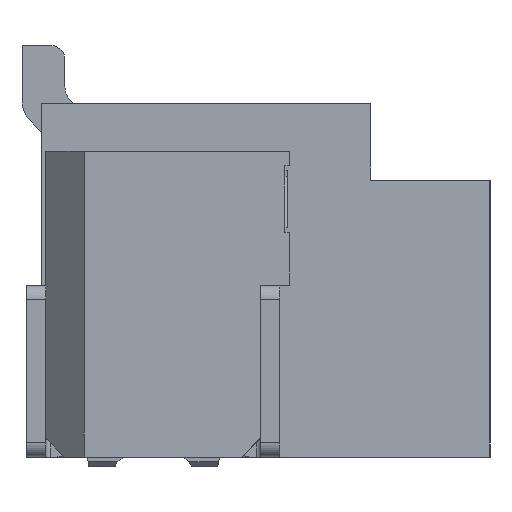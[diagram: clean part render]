
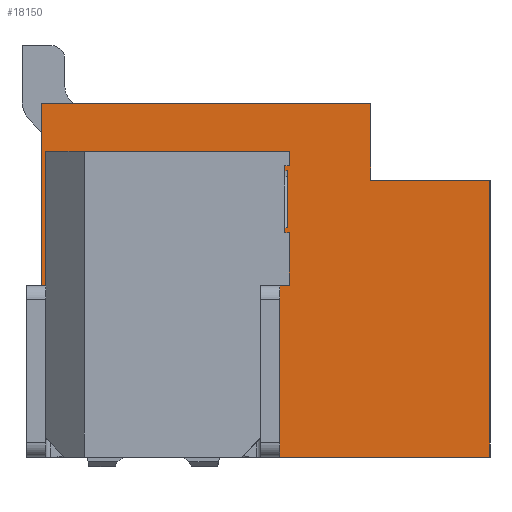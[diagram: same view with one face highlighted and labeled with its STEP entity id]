
A CAD part, left-side view. The second image highlights one B-rep face of the part: STEP entity #18150.
In plain terms, the highlighted planar face has unit normal (-1, 0, 0).
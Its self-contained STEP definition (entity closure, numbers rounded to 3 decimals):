
#5=DIRECTION('',(0.,1.,0.));
#6=VECTOR('',#5,3.45);
#7=CARTESIAN_POINT('',(-5.35,-1.45,3.7));
#8=LINE('',#7,#6);
#170=DIRECTION('',(0.,0.,1.));
#171=VECTOR('',#170,0.8);
#172=CARTESIAN_POINT('',(-5.35,-1.45,2.9));
#173=LINE('',#172,#171);
#206=DIRECTION('',(0.,0.,1.));
#207=VECTOR('',#206,2.9);
#208=CARTESIAN_POINT('',(-5.35,-2.7,0.));
#209=LINE('',#208,#207);
#362=DIRECTION('',(0.,-1.,0.));
#363=VECTOR('',#362,0.05);
#364=CARTESIAN_POINT('',(-5.35,2.,0.));
#365=LINE('',#364,#363);
#366=DIRECTION('',(0.,-1.,0.));
#367=VECTOR('',#366,2.4);
#368=CARTESIAN_POINT('',(-5.35,-0.3,0.));
#369=LINE('',#368,#367);
#6474=DIRECTION('',(0.,0.,-1.));
#6475=VECTOR('',#6474,3.7);
#6476=CARTESIAN_POINT('',(-5.35,2.,3.7));
#6477=LINE('',#6476,#6475);
#6482=DIRECTION('',(0.,-1.,0.));
#6483=VECTOR('',#6482,1.25);
#6484=CARTESIAN_POINT('',(-5.35,-1.45,2.9));
#6485=LINE('',#6484,#6483);
#6486=DIRECTION('',(0.,1.,0.));
#6487=VECTOR('',#6486,0.05);
#6488=CARTESIAN_POINT('',(-5.35,-0.6,2.35));
#6489=LINE('',#6488,#6487);
#6490=DIRECTION('',(0.,1.,0.));
#6491=VECTOR('',#6490,2.55);
#6492=CARTESIAN_POINT('',(-5.35,-0.6,3.2));
#6493=LINE('',#6492,#6491);
#6506=DIRECTION('',(0.,0.,1.));
#6507=VECTOR('',#6506,3.2);
#6508=CARTESIAN_POINT('',(-5.35,1.95,0.));
#6509=LINE('',#6508,#6507);
#6905=DIRECTION('',(0.,0.,-1.));
#6906=VECTOR('',#6905,0.15);
#6907=CARTESIAN_POINT('',(-5.35,-0.6,3.2));
#6908=LINE('',#6907,#6906);
#6909=DIRECTION('',(0.,1.,0.));
#6910=VECTOR('',#6909,0.05);
#6911=CARTESIAN_POINT('',(-5.35,-0.6,3.05));
#6912=LINE('',#6911,#6910);
#6917=DIRECTION('',(0.,0.,-1.));
#6918=VECTOR('',#6917,0.7);
#6919=CARTESIAN_POINT('',(-5.35,-0.55,3.05));
#6920=LINE('',#6919,#6918);
#6953=DIRECTION('',(0.,0.,-1.));
#6954=VECTOR('',#6953,0.55);
#6955=CARTESIAN_POINT('',(-5.35,-0.6,2.35));
#6956=LINE('',#6955,#6954);
#6978=DIRECTION('',(0.,1.,0.));
#6979=VECTOR('',#6978,0.3);
#6980=CARTESIAN_POINT('',(-5.35,-0.6,1.8));
#6981=LINE('',#6980,#6979);
#7010=DIRECTION('',(0.,0.,-1.));
#7011=VECTOR('',#7010,1.8);
#7012=CARTESIAN_POINT('',(-5.35,-0.3,1.8));
#7013=LINE('',#7012,#7011);
#7821=CARTESIAN_POINT('',(-5.35,-1.45,3.7));
#7823=VERTEX_POINT('',#7821);
#7824=CARTESIAN_POINT('',(-5.35,2.,3.7));
#7825=VERTEX_POINT('',#7824);
#7906=CARTESIAN_POINT('',(-5.35,-1.45,2.9));
#7907=VERTEX_POINT('',#7906);
#7920=CARTESIAN_POINT('',(-5.35,-2.7,2.9));
#7922=VERTEX_POINT('',#7920);
#7936=CARTESIAN_POINT('',(-5.35,-2.7,0.));
#7937=VERTEX_POINT('',#7936);
#8302=CARTESIAN_POINT('',(-5.35,2.,0.));
#8303=VERTEX_POINT('',#8302);
#8304=CARTESIAN_POINT('',(-5.35,1.95,0.));
#8305=VERTEX_POINT('',#8304);
#8306=CARTESIAN_POINT('',(-5.35,-0.3,0.));
#8307=VERTEX_POINT('',#8306);
#9773=CARTESIAN_POINT('',(-5.35,1.95,3.2));
#9774=VERTEX_POINT('',#9773);
#9775=CARTESIAN_POINT('',(-5.35,-0.3,1.8));
#9776=VERTEX_POINT('',#9775);
#9777=CARTESIAN_POINT('',(-5.35,-0.6,1.8));
#9778=VERTEX_POINT('',#9777);
#9779=CARTESIAN_POINT('',(-5.35,-0.6,2.35));
#9780=VERTEX_POINT('',#9779);
#9781=CARTESIAN_POINT('',(-5.35,-0.55,2.35));
#9782=VERTEX_POINT('',#9781);
#9783=CARTESIAN_POINT('',(-5.35,-0.55,3.05));
#9784=VERTEX_POINT('',#9783);
#9785=CARTESIAN_POINT('',(-5.35,-0.6,3.05));
#9786=VERTEX_POINT('',#9785);
#9787=CARTESIAN_POINT('',(-5.35,-0.6,3.2));
#9788=VERTEX_POINT('',#9787);
#18118=CARTESIAN_POINT('',(-5.35,-0.35,1.85));
#18119=DIRECTION('',(1.,0.,0.));
#18120=DIRECTION('',(0.,1.,0.));
#18121=AXIS2_PLACEMENT_3D('',#18118,#18119,#18120);
#18122=PLANE('',#18121);
#18124=ORIENTED_EDGE('',*,*,#18123,.F.);
#18125=ORIENTED_EDGE('',*,*,#10432,.F.);
#18126=ORIENTED_EDGE('',*,*,#18112,.F.);
#18127=ORIENTED_EDGE('',*,*,#10144,.F.);
#18128=ORIENTED_EDGE('',*,*,#10239,.F.);
#18129=ORIENTED_EDGE('',*,*,#10310,.T.);
#18130=ORIENTED_EDGE('',*,*,#10326,.F.);
#18131=ORIENTED_EDGE('',*,*,#10436,.F.);
#18133=ORIENTED_EDGE('',*,*,#18132,.F.);
#18135=ORIENTED_EDGE('',*,*,#18134,.F.);
#18137=ORIENTED_EDGE('',*,*,#18136,.F.);
#18139=ORIENTED_EDGE('',*,*,#18138,.T.);
#18141=ORIENTED_EDGE('',*,*,#18140,.F.);
#18143=ORIENTED_EDGE('',*,*,#18142,.F.);
#18145=ORIENTED_EDGE('',*,*,#18144,.F.);
#18147=ORIENTED_EDGE('',*,*,#18146,.T.);
#18148=EDGE_LOOP('',(#18124,#18125,#18126,#18127,#18128,#18129,#18130,#18131,
#18133,#18135,#18137,#18139,#18141,#18143,#18145,#18147));
#18149=FACE_OUTER_BOUND('',#18148,.F.);
#10144=EDGE_CURVE('',#7823,#7825,#8,.T.);
#10239=EDGE_CURVE('',#7907,#7823,#173,.T.);
#10310=EDGE_CURVE('',#7907,#7922,#6485,.T.);
#10326=EDGE_CURVE('',#7937,#7922,#209,.T.);
#10432=EDGE_CURVE('',#8303,#8305,#365,.T.);
#10436=EDGE_CURVE('',#8307,#7937,#369,.T.);
#18112=EDGE_CURVE('',#7825,#8303,#6477,.T.);
#18123=EDGE_CURVE('',#8305,#9774,#6509,.T.);
#18132=EDGE_CURVE('',#9776,#8307,#7013,.T.);
#18134=EDGE_CURVE('',#9778,#9776,#6981,.T.);
#18136=EDGE_CURVE('',#9780,#9778,#6956,.T.);
#18138=EDGE_CURVE('',#9780,#9782,#6489,.T.);
#18140=EDGE_CURVE('',#9784,#9782,#6920,.T.);
#18142=EDGE_CURVE('',#9786,#9784,#6912,.T.);
#18144=EDGE_CURVE('',#9788,#9786,#6908,.T.);
#18146=EDGE_CURVE('',#9788,#9774,#6493,.T.);
#18150=ADVANCED_FACE('',(#18149),#18122,.F.);
